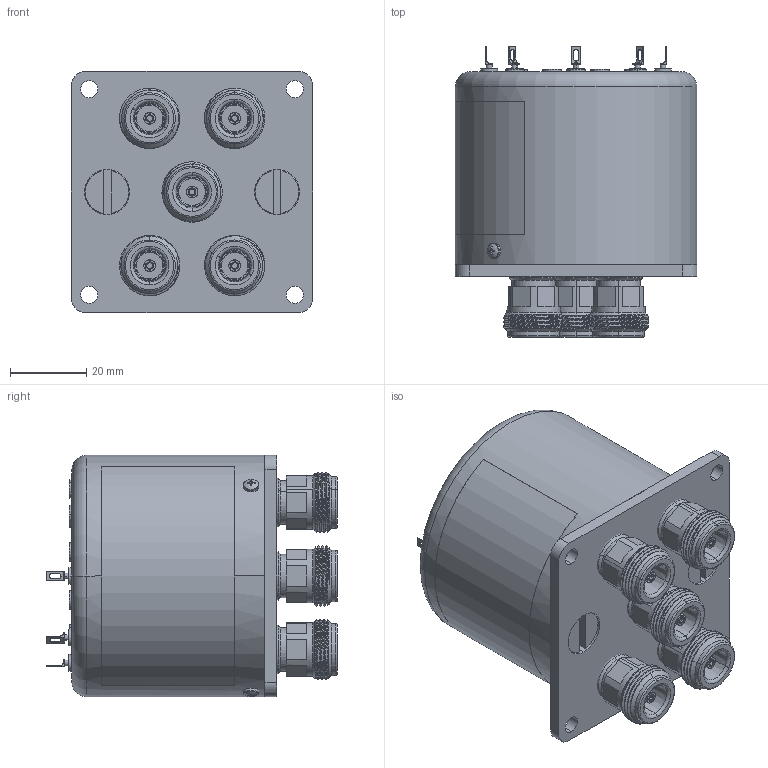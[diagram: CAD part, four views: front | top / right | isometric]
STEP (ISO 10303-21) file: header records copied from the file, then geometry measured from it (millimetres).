
FILE_DESCRIPTION (( 'STEP AP214' ), '1' );
FILE_NAME ('FMSW6602_3D.step', '2025-03-07T20:20:43', ( '' ), ( '' ), 'SwSTEP 2.0', 'SolidWorks 2022', '' );
FILE_SCHEMA (( 'AUTOMOTIVE_DESIGN' ));
Length unit declared in the file: inch
Products named in the file (8): NEW N connector^FMSW6602; B16061005-e360_-22h^FMSW6602; R040055-E360^FMSW6602; FMSW6602_3D; A12075Y04_-201^FMSW6602; B16021003_defeature^FMSW6602; R10432-e360^FMSW6602; R040691-e360_-03^FMSW6602
Assembly tree (27 placements, depth 2):
  FMSW6602_3D
    B16021003_defeature^FMSW6602
    NEW N connector^FMSW6602  x5
    B16061005-e360_-22h^FMSW6602
    A12075Y04_-201^FMSW6602  x2
    R040691-e360_-03^FMSW6602  x5
    R10432-e360^FMSW6602  x11
    R040055-E360^FMSW6602  x2
Bounding box: 63.55 x 76.46 x 63.5 mm (x, y, z)
Volume: 60133.6 mm3; surface area: 51801.8 mm2
Topology: 27 solids, 27 shells, 911 faces, 2208 edges, 1413 vertices
Faces by surface type: plane 367, cylinder 344, cone 117, torus 48, bspline 33, sphere 2
Entity records: 10888 total; most frequent: CARTESIAN_POINT 3805, DIRECTION 1477, ORIENTED_EDGE 1330, EDGE_CURVE 665, AXIS2_PLACEMENT_3D 604, VERTEX_POINT 429, EDGE_LOOP 338, CIRCLE 316
